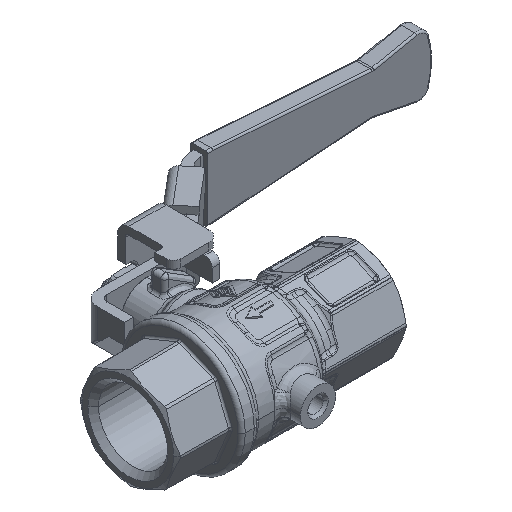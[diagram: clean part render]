
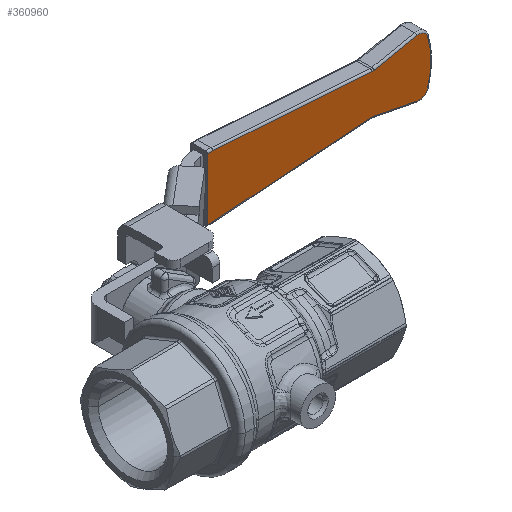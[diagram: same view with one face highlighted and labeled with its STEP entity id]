
A CAD part, isometric view. The second image highlights one B-rep face of the part: STEP entity #360960.
In plain terms, the highlighted planar face has unit normal (0, -1, 0).
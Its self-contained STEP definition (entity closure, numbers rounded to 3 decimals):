
#354610=CARTESIAN_POINT('',(-35.501,45.204,-8.25));
#354620=VERTEX_POINT('',#354610);
#354650=CARTESIAN_POINT('',(-35.501,45.204,
-0.608));
#354660=DIRECTION('',(0.,0.,-1.));
#354670=VECTOR('',#354660,1.);
#354680=LINE('',#354650,#354670);
#354690=CARTESIAN_POINT('',(-35.501,45.204,
8.256));
#354700=VERTEX_POINT('',#354690);
#354710=EDGE_CURVE('',#354700,#354620,#354680,.T.);
#355080=CARTESIAN_POINT('',(-80.3,45.204,
5.319));
#355090=VERTEX_POINT('',#355080);
#355280=CARTESIAN_POINT('',(-79.638,45.204,
5.277));
#355290=VERTEX_POINT('',#355280);
#355320=CARTESIAN_POINT('',(-79.812,45.204,
7.771));
#355330=DIRECTION('',(0.,1.,0.));
#355340=DIRECTION('',(1.,0.,0.));
#355350=AXIS2_PLACEMENT_3D('',#355320,#355330,#355340);
#355360=CIRCLE('',#355350,2.5);
#355370=EDGE_CURVE('',#355290,#355090,#355360,.T.);
#359550=CARTESIAN_POINT('',(-91.764,45.204,
-7.599));
#359560=VERTEX_POINT('',#359550);
#359710=CARTESIAN_POINT('',(-94.647,45.204,
-5.862));
#359720=VERTEX_POINT('',#359710);
#359750=CARTESIAN_POINT('',(-92.252,45.204,
-5.147));
#359760=DIRECTION('',(0.,1.,0.));
#359770=DIRECTION('',(1.,0.,0.));
#359780=AXIS2_PLACEMENT_3D('',#359750,#359760,#359770);
#359790=CIRCLE('',#359780,2.5);
#359800=EDGE_CURVE('',#359560,#359720,#359790,.T.);
#360040=CARTESIAN_POINT('',(-94.647,45.204,
5.862));
#360050=VERTEX_POINT('',#360040);
#360080=CARTESIAN_POINT('',(-75.004,45.204,
0.));
#360090=DIRECTION('',(0.,1.,0.));
#360100=DIRECTION('',(1.,0.,0.));
#360110=AXIS2_PLACEMENT_3D('',#360080,#360090,#360100);
#360120=CIRCLE('',#360110,20.5);
#360130=EDGE_CURVE('',#359720,#360050,#360120,.T.);
#360250=CARTESIAN_POINT('',(-68.487,45.204,
-0.608));
#360260=DIRECTION('',(-0.,1.,0.));
#360270=DIRECTION('',(1.,0.,0.));
#360280=AXIS2_PLACEMENT_3D('',#360250,#360260,#360270);
#360290=PLANE('',#360280);
#360300=CARTESIAN_POINT('',(-68.487,45.204,
-6.054));
#360310=DIRECTION('',(0.998,0.,-0.07));
#360320=VECTOR('',#360310,1.);
#360330=LINE('',#360300,#360320);
#360340=CARTESIAN_POINT('',(-79.638,45.204,
-5.277));
#360350=VERTEX_POINT('',#360340);
#360360=CARTESIAN_POINT('',(-36.986,45.204,-8.25));
#360370=VERTEX_POINT('',#360360);
#360380=EDGE_CURVE('',#360350,#360370,#360330,.T.);
#360390=ORIENTED_EDGE('',*,*,#360380,.T.);
#360400=CARTESIAN_POINT('',(-79.812,45.204,
-7.771));
#360410=DIRECTION('',(0.,1.,0.));
#360420=DIRECTION('',(1.,0.,0.));
#360430=AXIS2_PLACEMENT_3D('',#360400,#360410,#360420);
#360440=CIRCLE('',#360430,2.5);
#360450=CARTESIAN_POINT('',(-80.3,45.204,
-5.319));
#360460=VERTEX_POINT('',#360450);
#360470=EDGE_CURVE('',#360460,#360350,#360440,.T.);
#360480=ORIENTED_EDGE('',*,*,#360470,.T.);
#360490=CARTESIAN_POINT('',(-68.487,45.204,
-2.969));
#360500=DIRECTION('',(0.981,0.,0.195));
#360510=VECTOR('',#360500,1.);
#360520=LINE('',#360490,#360510);
#360530=EDGE_CURVE('',#359560,#360460,#360520,.T.);
#360540=ORIENTED_EDGE('',*,*,#360530,.T.);
#360550=ORIENTED_EDGE('',*,*,#359800,.F.);
#360560=ORIENTED_EDGE('',*,*,#360130,.F.);
#360570=CARTESIAN_POINT('',(-92.252,45.204,
5.147));
#360580=DIRECTION('',(0.,1.,0.));
#360590=DIRECTION('',(1.,0.,0.));
#360600=AXIS2_PLACEMENT_3D('',#360570,#360580,#360590);
#360610=CIRCLE('',#360600,2.5);
#360620=CARTESIAN_POINT('',(-91.764,45.204,
7.599));
#360630=VERTEX_POINT('',#360620);
#360640=EDGE_CURVE('',#360050,#360630,#360610,.T.);
#360650=ORIENTED_EDGE('',*,*,#360640,.F.);
#360660=CARTESIAN_POINT('',(-68.487,45.204,
2.969));
#360670=DIRECTION('',(-0.981,0.,0.195));
#360680=VECTOR('',#360670,1.);
#360690=LINE('',#360660,#360680);
#360700=EDGE_CURVE('',#355090,#360630,#360690,.T.);
#360710=ORIENTED_EDGE('',*,*,#360700,.T.);
#360720=ORIENTED_EDGE('',*,*,#355370,.T.);
#360730=CARTESIAN_POINT('',(-68.487,45.204,
6.057));
#360740=DIRECTION('',(-0.998,0.,-0.07));
#360750=VECTOR('',#360740,1.);
#360760=LINE('',#360730,#360750);
#360770=CARTESIAN_POINT('',(-36.987,45.204,
8.259));
#360780=VERTEX_POINT('',#360770);
#360790=EDGE_CURVE('',#360780,#355290,#360760,.T.);
#360800=ORIENTED_EDGE('',*,*,#360790,.T.);
#360810=CARTESIAN_POINT('',(-68.487,45.204,
8.331));
#360820=DIRECTION('',(-1.,0.,0.002));
#360830=VECTOR('',#360820,1.);
#360840=LINE('',#360810,#360830);
#360850=EDGE_CURVE('',#354700,#360780,#360840,.T.);
#360860=ORIENTED_EDGE('',*,*,#360850,.T.);
#360870=ORIENTED_EDGE('',*,*,#354710,.F.);
#360880=CARTESIAN_POINT('',(-68.487,45.204,-8.25));
#360890=DIRECTION('',(1.,0.,0.));
#360900=VECTOR('',#360890,1.);
#360910=LINE('',#360880,#360900);
#360920=EDGE_CURVE('',#360370,#354620,#360910,.T.);
#360930=ORIENTED_EDGE('',*,*,#360920,.T.);
#360940=EDGE_LOOP('',(#360930,#360870,#360860,#360800,#360720,#360710,
#360650,#360560,#360550,#360540,#360480,#360390));
#360950=FACE_OUTER_BOUND('',#360940,.T.);
#360960=ADVANCED_FACE('',(#360950),#360290,.F.);
